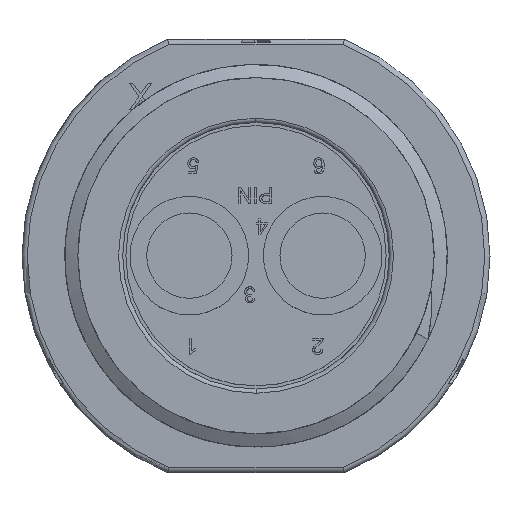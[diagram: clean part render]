
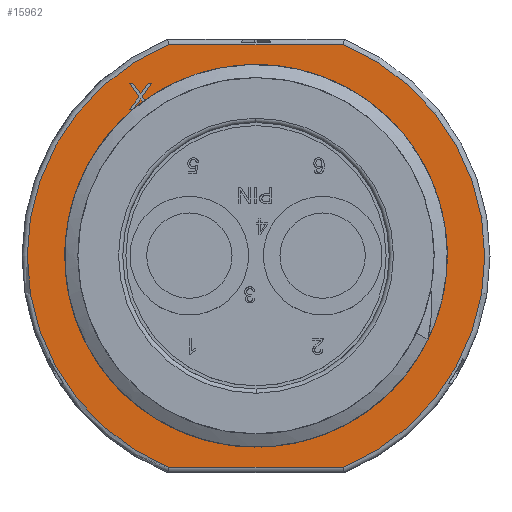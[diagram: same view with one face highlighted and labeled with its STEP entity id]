
A CAD part, top view. The second image highlights one B-rep face of the part: STEP entity #15962.
In plain terms, the highlighted planar face has unit normal (0, 0, 1).
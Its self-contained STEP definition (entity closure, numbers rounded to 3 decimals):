
#4068=CARTESIAN_POINT('',(0.,0.,15.14));
#4069=DIRECTION('',(0.,0.,-1.));
#4070=DIRECTION('',(-0.382,-0.924,0.));
#4071=AXIS2_PLACEMENT_3D('',#4068,#4069,#4070);
#4073=CARTESIAN_POINT('',(0.,0.,15.14));
#4074=DIRECTION('',(0.,0.,-1.));
#4075=DIRECTION('',(-1.,0.001,0.));
#4076=AXIS2_PLACEMENT_3D('',#4073,#4074,#4075);
#4078=CARTESIAN_POINT('',(0.,0.,15.14));
#4079=DIRECTION('',(0.,0.,-1.));
#4080=DIRECTION('',(0.382,0.924,0.));
#4081=AXIS2_PLACEMENT_3D('',#4078,#4079,#4080);
#4083=CARTESIAN_POINT('',(0.,0.,15.14));
#4084=DIRECTION('',(0.,0.,-1.));
#4085=DIRECTION('',(1.,-0.001,0.));
#4086=AXIS2_PLACEMENT_3D('',#4083,#4084,#4085);
#4088=CARTESIAN_POINT('',(0.,0.,15.14));
#4089=DIRECTION('',(0.,0.,1.));
#4090=DIRECTION('',(0.,-1.,0.));
#4091=AXIS2_PLACEMENT_3D('',#4088,#4089,#4090);
#4093=CARTESIAN_POINT('',(0.,0.,15.14));
#4094=DIRECTION('',(0.,0.,1.));
#4095=DIRECTION('',(0.,1.,0.));
#4096=AXIS2_PLACEMENT_3D('',#4093,#4094,#4095);
#4098=DIRECTION('',(-1.,0.,0.));
#4099=VECTOR('',#4098,0.312);
#4100=CARTESIAN_POINT('',(-11.729,16.45,15.14));
#4101=LINE('',#4100,#4099);
#4102=DIRECTION('',(0.57,-0.822,0.));
#4103=VECTOR('',#4102,1.554);
#4104=CARTESIAN_POINT('',(-12.042,16.45,15.14));
#4105=LINE('',#4104,#4103);
#4106=DIRECTION('',(-0.586,-0.81,0.));
#4107=VECTOR('',#4106,1.51);
#4108=CARTESIAN_POINT('',(-11.156,15.173,15.14));
#4109=LINE('',#4108,#4107);
#4110=DIRECTION('',(1.,0.,0.));
#4111=VECTOR('',#4110,0.313);
#4112=CARTESIAN_POINT('',(-12.042,13.95,15.14));
#4113=LINE('',#4112,#4111);
#4114=DIRECTION('',(0.585,0.811,0.));
#4115=VECTOR('',#4114,1.246);
#4116=CARTESIAN_POINT('',(-11.729,13.95,15.14));
#4117=LINE('',#4116,#4115);
#4118=DIRECTION('',(0.585,-0.811,0.));
#4119=VECTOR('',#4118,1.246);
#4120=CARTESIAN_POINT('',(-11.,14.961,15.14));
#4121=LINE('',#4120,#4119);
#4122=DIRECTION('',(1.,0.,0.));
#4123=VECTOR('',#4122,0.312);
#4124=CARTESIAN_POINT('',(-10.271,13.95,15.14));
#4125=LINE('',#4124,#4123);
#4126=DIRECTION('',(-0.586,0.81,0.));
#4127=VECTOR('',#4126,1.51);
#4128=CARTESIAN_POINT('',(-9.958,13.95,15.14));
#4129=LINE('',#4128,#4127);
#4130=DIRECTION('',(0.57,0.822,0.));
#4131=VECTOR('',#4130,1.554);
#4132=CARTESIAN_POINT('',(-10.844,15.173,15.14));
#4133=LINE('',#4132,#4131);
#4134=DIRECTION('',(-1.,0.,0.));
#4135=VECTOR('',#4134,0.313);
#4136=CARTESIAN_POINT('',(-9.958,16.45,15.14));
#4137=LINE('',#4136,#4135);
#4138=DIRECTION('',(-0.585,-0.811,0.));
#4139=VECTOR('',#4138,1.246);
#4140=CARTESIAN_POINT('',(-10.271,16.45,15.14));
#4141=LINE('',#4140,#4139);
#4142=DIRECTION('',(-0.585,0.811,0.));
#4143=VECTOR('',#4142,1.246);
#4144=CARTESIAN_POINT('',(-11.,15.439,15.14));
#4145=LINE('',#4144,#4143);
#4260=DIRECTION('',(1.,0.,0.));
#4261=VECTOR('',#4260,16.639);
#4262=CARTESIAN_POINT('',(-8.32,-20.15,15.14));
#4263=LINE('',#4262,#4261);
#4347=DIRECTION('',(-1.,0.,0.));
#4348=VECTOR('',#4347,16.639);
#4349=CARTESIAN_POINT('',(8.32,20.15,15.14));
#4350=LINE('',#4349,#4348);
#10304=CARTESIAN_POINT('',(21.8,-0.02,15.14));
#10305=CARTESIAN_POINT('',(8.32,-20.15,15.14));
#10306=VERTEX_POINT('',#10304);
#10307=VERTEX_POINT('',#10305);
#10308=CARTESIAN_POINT('',(8.32,20.15,15.14));
#10309=VERTEX_POINT('',#10308);
#10315=CARTESIAN_POINT('',(-8.32,-20.15,15.14));
#10316=CARTESIAN_POINT('',(-21.8,0.02,15.14));
#10317=VERTEX_POINT('',#10315);
#10318=VERTEX_POINT('',#10316);
#10319=CARTESIAN_POINT('',(-8.32,20.15,15.14));
#10320=VERTEX_POINT('',#10319);
#10321=CARTESIAN_POINT('',(0.,-15.45,15.14));
#10322=CARTESIAN_POINT('',(0.,15.45,15.14));
#10323=VERTEX_POINT('',#10321);
#10324=VERTEX_POINT('',#10322);
#10325=CARTESIAN_POINT('',(-11.729,16.45,15.14));
#10326=CARTESIAN_POINT('',(-12.042,16.45,15.14));
#10327=VERTEX_POINT('',#10325);
#10328=VERTEX_POINT('',#10326);
#10329=CARTESIAN_POINT('',(-11.156,15.173,15.14));
#10330=VERTEX_POINT('',#10329);
#10331=CARTESIAN_POINT('',(-12.042,13.95,15.14));
#10332=VERTEX_POINT('',#10331);
#10333=CARTESIAN_POINT('',(-11.729,13.95,15.14));
#10334=VERTEX_POINT('',#10333);
#10335=CARTESIAN_POINT('',(-11.,14.961,15.14));
#10336=VERTEX_POINT('',#10335);
#10337=CARTESIAN_POINT('',(-10.271,13.95,15.14));
#10338=VERTEX_POINT('',#10337);
#10339=CARTESIAN_POINT('',(-9.958,13.95,15.14));
#10340=VERTEX_POINT('',#10339);
#10341=CARTESIAN_POINT('',(-10.844,15.173,15.14));
#10342=VERTEX_POINT('',#10341);
#10343=CARTESIAN_POINT('',(-9.958,16.45,15.14));
#10344=VERTEX_POINT('',#10343);
#10345=CARTESIAN_POINT('',(-10.271,16.45,15.14));
#10346=VERTEX_POINT('',#10345);
#10347=CARTESIAN_POINT('',(-11.,15.439,15.14));
#10348=VERTEX_POINT('',#10347);
#15913=CARTESIAN_POINT('',(0.,0.,15.14));
#15914=DIRECTION('',(0.,0.,-1.));
#15915=DIRECTION('',(0.,-1.,0.));
#15916=AXIS2_PLACEMENT_3D('',#15913,#15914,#15915);
#15917=PLANE('',#15916);
#15919=ORIENTED_EDGE('',*,*,#15918,.T.);
#15921=ORIENTED_EDGE('',*,*,#15920,.T.);
#15923=ORIENTED_EDGE('',*,*,#15922,.F.);
#15924=ORIENTED_EDGE('',*,*,#15895,.T.);
#15925=ORIENTED_EDGE('',*,*,#15893,.T.);
#15927=ORIENTED_EDGE('',*,*,#15926,.F.);
#15928=EDGE_LOOP('',(#15919,#15921,#15923,#15924,#15925,#15927));
#15929=FACE_OUTER_BOUND('',#15928,.F.);
#15931=ORIENTED_EDGE('',*,*,#15930,.T.);
#15933=ORIENTED_EDGE('',*,*,#15932,.T.);
#15934=EDGE_LOOP('',(#15931,#15933));
#15935=FACE_BOUND('',#15934,.F.);
#15937=ORIENTED_EDGE('',*,*,#15936,.T.);
#15939=ORIENTED_EDGE('',*,*,#15938,.T.);
#15941=ORIENTED_EDGE('',*,*,#15940,.T.);
#15943=ORIENTED_EDGE('',*,*,#15942,.T.);
#15945=ORIENTED_EDGE('',*,*,#15944,.T.);
#15947=ORIENTED_EDGE('',*,*,#15946,.T.);
#15949=ORIENTED_EDGE('',*,*,#15948,.T.);
#15951=ORIENTED_EDGE('',*,*,#15950,.T.);
#15953=ORIENTED_EDGE('',*,*,#15952,.T.);
#15955=ORIENTED_EDGE('',*,*,#15954,.T.);
#15957=ORIENTED_EDGE('',*,*,#15956,.T.);
#15959=ORIENTED_EDGE('',*,*,#15958,.T.);
#15960=EDGE_LOOP('',(#15937,#15939,#15941,#15943,#15945,#15947,#15949,#15951,
#15953,#15955,#15957,#15959));
#15961=FACE_BOUND('',#15960,.F.);
#15962=ADVANCED_FACE('',(#15929,#15935,#15961),#15917,.F.);
#4072=CIRCLE('',#4071,21.8);
#4077=CIRCLE('',#4076,21.8);
#4082=CIRCLE('',#4081,21.8);
#4087=CIRCLE('',#4086,21.8);
#4092=CIRCLE('',#4091,15.45);
#4097=CIRCLE('',#4096,15.45);
#15893=EDGE_CURVE('',#10306,#10307,#4087,.T.);
#15895=EDGE_CURVE('',#10309,#10306,#4082,.T.);
#15918=EDGE_CURVE('',#10317,#10318,#4072,.T.);
#15920=EDGE_CURVE('',#10318,#10320,#4077,.T.);
#15922=EDGE_CURVE('',#10309,#10320,#4350,.T.);
#15926=EDGE_CURVE('',#10317,#10307,#4263,.T.);
#15930=EDGE_CURVE('',#10323,#10324,#4092,.T.);
#15932=EDGE_CURVE('',#10324,#10323,#4097,.T.);
#15936=EDGE_CURVE('',#10327,#10328,#4101,.T.);
#15938=EDGE_CURVE('',#10328,#10330,#4105,.T.);
#15940=EDGE_CURVE('',#10330,#10332,#4109,.T.);
#15942=EDGE_CURVE('',#10332,#10334,#4113,.T.);
#15944=EDGE_CURVE('',#10334,#10336,#4117,.T.);
#15946=EDGE_CURVE('',#10336,#10338,#4121,.T.);
#15948=EDGE_CURVE('',#10338,#10340,#4125,.T.);
#15950=EDGE_CURVE('',#10340,#10342,#4129,.T.);
#15952=EDGE_CURVE('',#10342,#10344,#4133,.T.);
#15954=EDGE_CURVE('',#10344,#10346,#4137,.T.);
#15956=EDGE_CURVE('',#10346,#10348,#4141,.T.);
#15958=EDGE_CURVE('',#10348,#10327,#4145,.T.);
